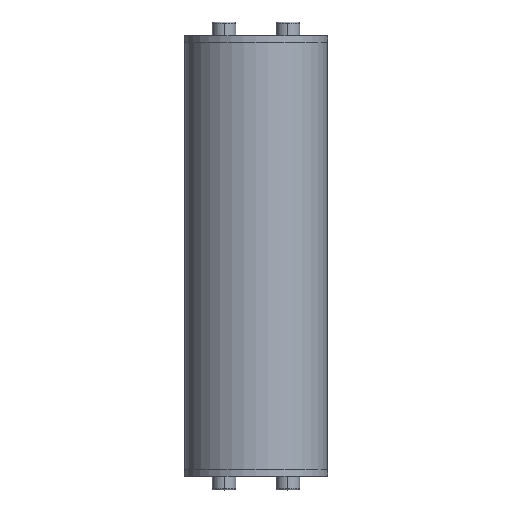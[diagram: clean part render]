
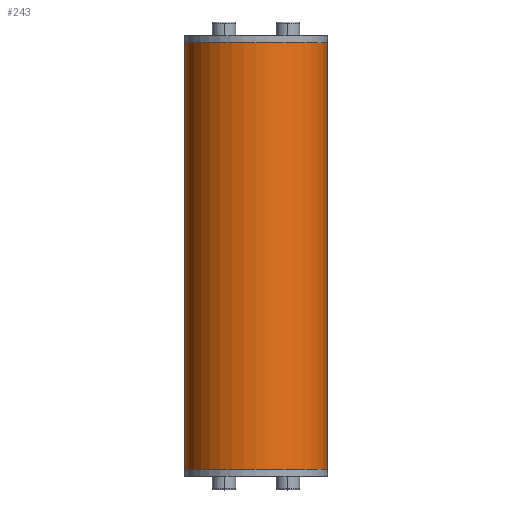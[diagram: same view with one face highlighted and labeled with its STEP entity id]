
A CAD part, front view. The second image highlights one B-rep face of the part: STEP entity #243.
In plain terms, the highlighted cylindrical face has radius 26 mm (diameter 52 mm), a partial arc.
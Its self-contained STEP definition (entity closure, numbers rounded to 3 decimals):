
#183=CARTESIAN_POINT('',(26.0,0.0,-78.0));
#184=VERTEX_POINT('',#183);
#185=CARTESIAN_POINT('',(26.0,0.0,78.0));
#186=VERTEX_POINT('',#185);
#187=CARTESIAN_POINT('',(26.0,0.0,-78.0));
#188=DIRECTION('',(0.0,0.0,1.0));
#189=VECTOR('',#188,156.0);
#190=LINE('',#187,#189);
#191=EDGE_CURVE('',#184,#186,#190,.T.);
#193=CARTESIAN_POINT('',(-26.0,0.,-78.0));
#194=VERTEX_POINT('',#193);
#202=CARTESIAN_POINT('',(-26.0,0.,78.0));
#203=VERTEX_POINT('',#202);
#204=CARTESIAN_POINT('',(-26.0,0.,78.0));
#205=DIRECTION('',(0.0,0.0,-1.0));
#206=VECTOR('',#205,156.0);
#207=LINE('',#204,#206);
#208=EDGE_CURVE('',#203,#194,#207,.T.);
#220=CARTESIAN_POINT('',(0.0,0.0,-78.0));
#221=DIRECTION('',(0.0,0.0,1.0));
#222=DIRECTION('',(1.0,0.0,0.0));
#223=AXIS2_PLACEMENT_3D('',#220,#221,#222);
#224=CYLINDRICAL_SURFACE('',#223,26.0);
#225=ORIENTED_EDGE('',*,*,#191,.T.);
#226=CARTESIAN_POINT('',(0.0,0.0,78.0));
#227=DIRECTION('',(0.0,0.0,-1.0));
#228=DIRECTION('',(1.0,0.0,0.0));
#229=AXIS2_PLACEMENT_3D('',#226,#227,#228);
#230=CIRCLE('',#229,26.0);
#231=EDGE_CURVE('',#186,#203,#230,.T.);
#232=ORIENTED_EDGE('',*,*,#231,.T.);
#233=ORIENTED_EDGE('',*,*,#208,.T.);
#234=CARTESIAN_POINT('',(0.0,0.0,-78.0));
#235=DIRECTION('',(0.0,0.0,1.0));
#236=DIRECTION('',(1.0,0.0,0.0));
#237=AXIS2_PLACEMENT_3D('',#234,#235,#236);
#238=CIRCLE('',#237,26.0);
#239=EDGE_CURVE('',#194,#184,#238,.T.);
#240=ORIENTED_EDGE('',*,*,#239,.T.);
#241=EDGE_LOOP('',(#225,#232,#233,#240));
#242=FACE_OUTER_BOUND('',#241,.T.);
#243=ADVANCED_FACE('',(#242),#224,.T.);
